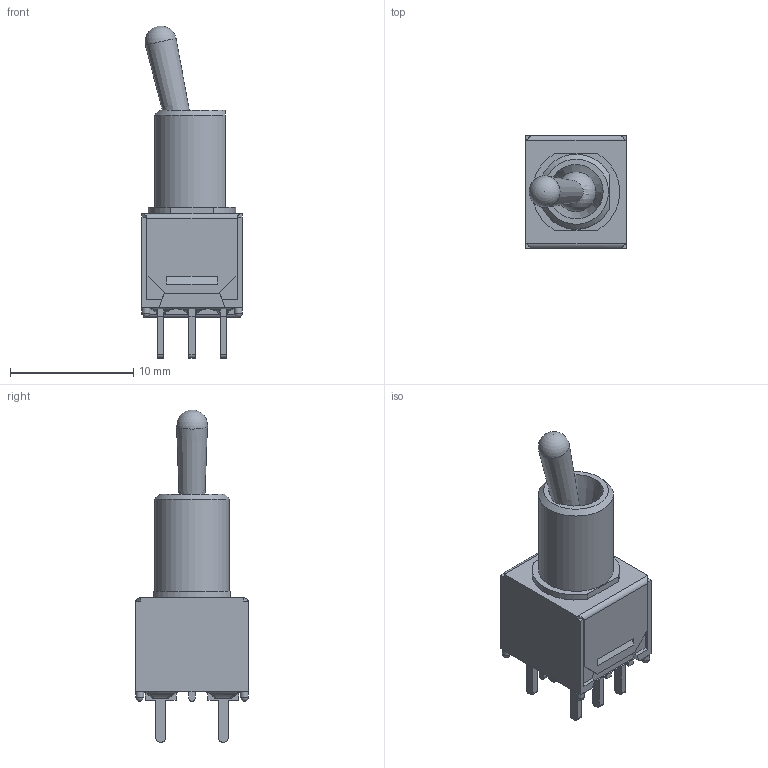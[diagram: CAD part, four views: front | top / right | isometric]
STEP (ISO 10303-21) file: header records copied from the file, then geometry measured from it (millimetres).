
FILE_DESCRIPTION((' '),'2;1');
FILE_NAME('200MDPxT1B5M2xE.stp','2017-08-02T15:30:30',(' '),(' '),' ','ACIS',' ');
FILE_SCHEMA(('CONFIG_CONTROL_DESIGN'));
Length unit declared in the file: inch
Products named in the file (1): 200MDPxT1B5M2xE.stp
Bounding box: 8.13 x 9.14 x 26.92 mm (x, y, z)
Volume: 473.3 mm3; surface area: 1303.9 mm2
Topology: 1 solids, 2 shells, 228 faces, 650 edges, 423 vertices
Faces by surface type: plane 168, cylinder 35, bspline 16, sphere 6, cone 3
Full cylindrical faces by diameter (mm): 0.65 x4, 3.25 x1
Entity records: 8080 total; most frequent: CARTESIAN_POINT 2194, ORIENTED_EDGE 1250, DIRECTION 1119, EDGE_CURVE 625, VECTOR 463, LINE 463, VERTEX_POINT 412, AXIS2_PLACEMENT_3D 328
